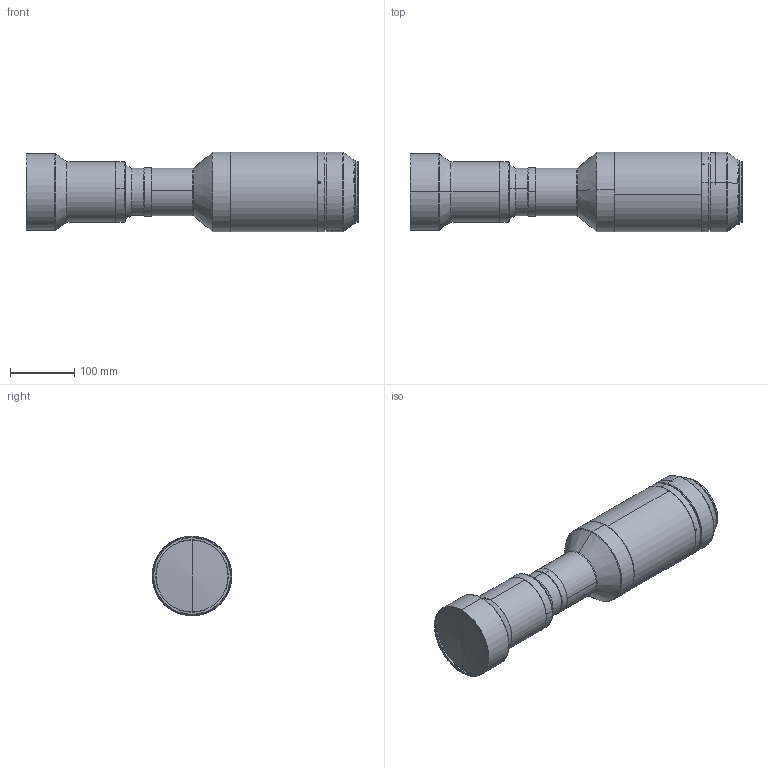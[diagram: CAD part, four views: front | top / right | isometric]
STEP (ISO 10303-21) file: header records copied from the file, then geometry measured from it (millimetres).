
FILE_DESCRIPTION (( 'STEP AP203' ), '1' );
FILE_NAME ('DTCA23K-63-M95-AL.STEP', '2022-11-28T04:09:55', ( '' ), ( '' ), 'SwSTEP 2.0', 'SolidWorks 2017', '' );
FILE_SCHEMA (( 'CONFIG_CONTROL_DESIGN' ));
Length unit declared in the file: millimetre
Products named in the file (1): DTCA23K-63-M95-AL
Bounding box: 517.51 x 123.91 x 123.83 mm (x, y, z)
Volume: 4625370.5 mm3; surface area: 207707.3 mm2
Topology: 1 solids, 2 shells, 165 faces, 384 edges, 233 vertices
Faces by surface type: cone 62, cylinder 58, plane 27, bspline 18
Entity records: 5231 total; most frequent: CARTESIAN_POINT 1427, DIRECTION 830, ORIENTED_EDGE 756, EDGE_CURVE 378, AXIS2_PLACEMENT_3D 346, VERTEX_POINT 233, CIRCLE 198, EDGE_LOOP 185
